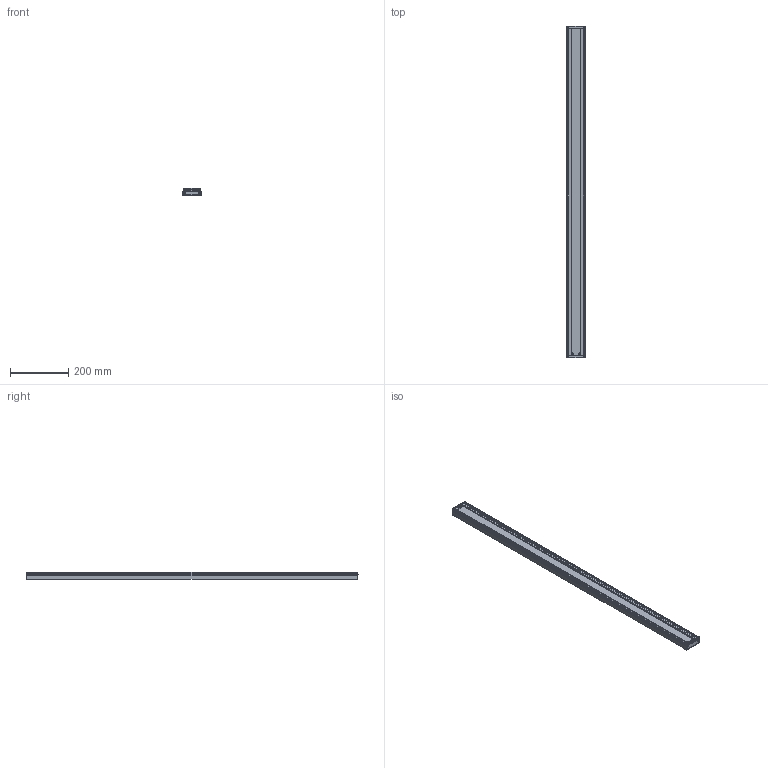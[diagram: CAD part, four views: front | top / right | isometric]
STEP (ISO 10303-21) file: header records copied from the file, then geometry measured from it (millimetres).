
FILE_DESCRIPTION(/* description */ ('This is a sample STEP configuration'),/* implementation_level */ '2;1');
FILE_NAME(/* name */ '610-1254xxxxxxxxx _Simple.ipt_Rev_00.1.stp',/* time_stamp */ '2022-10-17T12:43:50+02:00',/* author */ ('powerJobs'),/* organization */ ('coolOrange'),/* preprocessor_version */ 'ST-DEVELOPER v18.1',/* originating_system */ 'Autodesk Inventor 2020',/* authorisation */ '');
FILE_SCHEMA (('AUTOMOTIVE_DESIGN { 1 0 10303 214 3 1 1 }'));
Length unit declared in the file: millimetre
Products named in the file (1): ENG000026055
Bounding box: 64 x 1139.6 x 26.51 mm (x, y, z)
Volume: 374500.8 mm3; surface area: 554566.9 mm2
Topology: 1 solids, 1 shells, 790 faces, 2112 edges, 1320 vertices
Faces by surface type: plane 304, cylinder 262, cone 100, torus 56, bspline 52, sphere 16
Full cylindrical faces by diameter (mm): 5 x2
Entity records: 26909 total; most frequent: CARTESIAN_POINT 6041, DIRECTION 4338, ORIENTED_EDGE 4208, EDGE_CURVE 2104, AXIS2_PLACEMENT_3D 1587, VERTEX_POINT 1320, LINE 1164, VECTOR 1164
